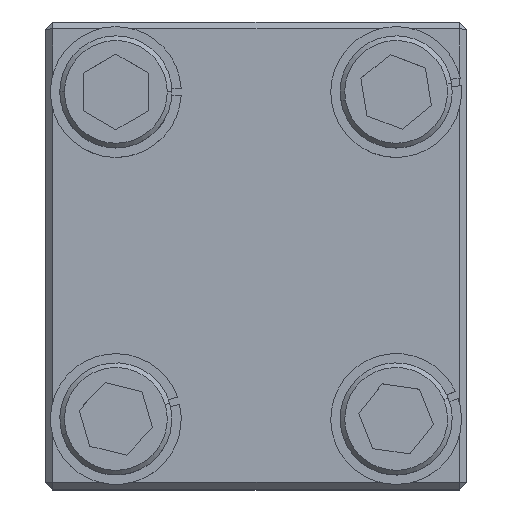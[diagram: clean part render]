
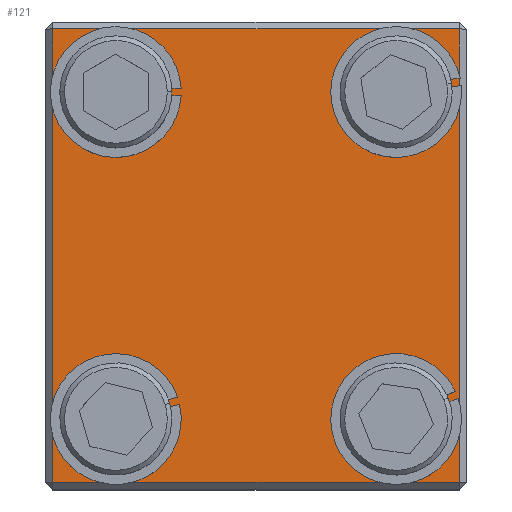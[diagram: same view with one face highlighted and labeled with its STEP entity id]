
A CAD part, top view. The second image highlights one B-rep face of the part: STEP entity #121.
In plain terms, the highlighted planar face has unit normal (0, 0, 1).
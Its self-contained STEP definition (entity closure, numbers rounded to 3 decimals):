
#63 = VECTOR ( 'NONE', #2744, 1000. ) ;
#96 = DIRECTION ( 'NONE',  ( 0., 0., 1. ) ) ;
#121 = ADVANCED_FACE ( 'NONE', ( #1759, #3546, #2724, #2970, #1916 ), #3131, .F. ) ;
#146 = VERTEX_POINT ( 'NONE', #2517 ) ;
#209 = DIRECTION ( 'NONE',  ( 0., 0., 1. ) ) ;
#248 = EDGE_LOOP ( 'NONE', ( #816, #2572 ) ) ;
#314 = CARTESIAN_POINT ( 'NONE',  ( -39., 35., 53.5 ) ) ;
#341 = EDGE_LOOP ( 'NONE', ( #3297, #2388, #1535, #2595 ) ) ;
#360 = DIRECTION ( 'NONE',  ( -1., 0., 0. ) ) ;
#380 = CARTESIAN_POINT ( 'NONE',  ( 30., 35., 53.5 ) ) ;
#403 = AXIS2_PLACEMENT_3D ( 'NONE', #380, #2515, #682 ) ;
#438 = ORIENTED_EDGE ( 'NONE', *, *, #711, .F. ) ;
#440 = VERTEX_POINT ( 'NONE', #563 ) ;
#481 = CARTESIAN_POINT ( 'NONE',  ( 30., -35., 53.5 ) ) ;
#506 = VERTEX_POINT ( 'NONE', #2179 ) ;
#532 = VECTOR ( 'NONE', #2172, 1000. ) ;
#563 = CARTESIAN_POINT ( 'NONE',  ( 39., 35., 53.5 ) ) ;
#604 = LINE ( 'NONE', #3563, #979 ) ;
#642 = CARTESIAN_POINT ( 'NONE',  ( 21., -35., 53.5 ) ) ;
#679 = EDGE_LOOP ( 'NONE', ( #2884, #3579 ) ) ;
#682 = DIRECTION ( 'NONE',  ( 1., 0., 0. ) ) ;
#711 = EDGE_CURVE ( 'NONE', #3684, #3719, #1389, .T. ) ;
#725 = AXIS2_PLACEMENT_3D ( 'NONE', #1231, #3075, #1869 ) ;
#764 = CARTESIAN_POINT ( 'NONE',  ( 0., 0., 53.5 ) ) ;
#777 = EDGE_CURVE ( 'NONE', #3403, #1425, #2769, .T. ) ;
#782 = DIRECTION ( 'NONE',  ( 1., 0., 0. ) ) ;
#793 = CIRCLE ( 'NONE', #3442, 9. ) ;
#797 = VERTEX_POINT ( 'NONE', #642 ) ;
#816 = ORIENTED_EDGE ( 'NONE', *, *, #777, .F. ) ;
#913 = VECTOR ( 'NONE', #3635, 1000. ) ;
#938 = EDGE_LOOP ( 'NONE', ( #438, #2335 ) ) ;
#951 = EDGE_CURVE ( 'NONE', #1425, #3403, #2963, .T. ) ;
#969 = DIRECTION ( 'NONE',  ( 0., 0., -1. ) ) ;
#975 = AXIS2_PLACEMENT_3D ( 'NONE', #3238, #2309, #782 ) ;
#979 = VECTOR ( 'NONE', #1475, 1000. ) ;
#994 = CARTESIAN_POINT ( 'NONE',  ( -21., -35., 53.5 ) ) ;
#1009 = DIRECTION ( 'NONE',  ( 1., 0., 0. ) ) ;
#1060 = CARTESIAN_POINT ( 'NONE',  ( 30., -35., 53.5 ) ) ;
#1199 = CARTESIAN_POINT ( 'NONE',  ( -39., -35., 53.5 ) ) ;
#1231 = CARTESIAN_POINT ( 'NONE',  ( -30., -35., 53.5 ) ) ;
#1292 = EDGE_CURVE ( 'NONE', #1974, #1995, #3429, .T. ) ;
#1332 = VERTEX_POINT ( 'NONE', #3793 ) ;
#1389 = CIRCLE ( 'NONE', #1784, 9. ) ;
#1425 = VERTEX_POINT ( 'NONE', #994 ) ;
#1475 = DIRECTION ( 'NONE',  ( -1., 0., 0. ) ) ;
#1535 = ORIENTED_EDGE ( 'NONE', *, *, #1292, .T. ) ;
#1599 = ORIENTED_EDGE ( 'NONE', *, *, #3039, .F. ) ;
#1673 = EDGE_CURVE ( 'NONE', #1995, #506, #1731, .T. ) ;
#1697 = CIRCLE ( 'NONE', #2271, 9. ) ;
#1731 = LINE ( 'NONE', #1842, #913 ) ;
#1759 = FACE_OUTER_BOUND ( 'NONE', #341, .T. ) ;
#1784 = AXIS2_PLACEMENT_3D ( 'NONE', #3971, #2126, #2138 ) ;
#1842 = CARTESIAN_POINT ( 'NONE',  ( 0., -48.5, 53.5 ) ) ;
#1869 = DIRECTION ( 'NONE',  ( 1., 0., 0. ) ) ;
#1916 = FACE_BOUND ( 'NONE', #679, .T. ) ;
#1964 = CARTESIAN_POINT ( 'NONE',  ( -43.5, -48.5, 53.5 ) ) ;
#1974 = VERTEX_POINT ( 'NONE', #3082 ) ;
#1995 = VERTEX_POINT ( 'NONE', #1964 ) ;
#2125 = CARTESIAN_POINT ( 'NONE',  ( -21., 35., 53.5 ) ) ;
#2126 = DIRECTION ( 'NONE',  ( 0., 0., 1. ) ) ;
#2138 = DIRECTION ( 'NONE',  ( 1., 0., 0. ) ) ;
#2153 = VERTEX_POINT ( 'NONE', #3907 ) ;
#2167 = AXIS2_PLACEMENT_3D ( 'NONE', #2329, #3593, #3857 ) ;
#2172 = DIRECTION ( 'NONE',  ( 0., 1., 0. ) ) ;
#2179 = CARTESIAN_POINT ( 'NONE',  ( 43.5, -48.5, 53.5 ) ) ;
#2271 = AXIS2_PLACEMENT_3D ( 'NONE', #481, #2316, #3581 ) ;
#2309 = DIRECTION ( 'NONE',  ( 0., 0., 1. ) ) ;
#2316 = DIRECTION ( 'NONE',  ( 0., 0., 1. ) ) ;
#2329 = CARTESIAN_POINT ( 'NONE',  ( -30., -35., 53.5 ) ) ;
#2335 = ORIENTED_EDGE ( 'NONE', *, *, #2695, .F. ) ;
#2388 = ORIENTED_EDGE ( 'NONE', *, *, #3938, .T. ) ;
#2392 = DIRECTION ( 'NONE',  ( 1., 0., 0. ) ) ;
#2454 = EDGE_CURVE ( 'NONE', #1332, #440, #2707, .T. ) ;
#2515 = DIRECTION ( 'NONE',  ( 0., 0., 1. ) ) ;
#2517 = CARTESIAN_POINT ( 'NONE',  ( 39., -35., 53.5 ) ) ;
#2572 = ORIENTED_EDGE ( 'NONE', *, *, #951, .F. ) ;
#2595 = ORIENTED_EDGE ( 'NONE', *, *, #1673, .T. ) ;
#2695 = EDGE_CURVE ( 'NONE', #3719, #3684, #2955, .T. ) ;
#2707 = CIRCLE ( 'NONE', #403, 9. ) ;
#2724 = FACE_BOUND ( 'NONE', #3806, .T. ) ;
#2744 = DIRECTION ( 'NONE',  ( 0., -1., 0. ) ) ;
#2757 = CARTESIAN_POINT ( 'NONE',  ( 43.5, 0., 53.5 ) ) ;
#2759 = CARTESIAN_POINT ( 'NONE',  ( -43.5, 0., 53.5 ) ) ;
#2769 = CIRCLE ( 'NONE', #725, 9. ) ;
#2884 = ORIENTED_EDGE ( 'NONE', *, *, #3092, .F. ) ;
#2955 = CIRCLE ( 'NONE', #3810, 9. ) ;
#2963 = CIRCLE ( 'NONE', #2167, 9. ) ;
#2970 = FACE_BOUND ( 'NONE', #248, .T. ) ;
#2990 = EDGE_CURVE ( 'NONE', #146, #797, #793, .T. ) ;
#3039 = EDGE_CURVE ( 'NONE', #440, #1332, #3673, .T. ) ;
#3075 = DIRECTION ( 'NONE',  ( 0., 0., 1. ) ) ;
#3082 = CARTESIAN_POINT ( 'NONE',  ( -43.5, 48.5, 53.5 ) ) ;
#3092 = EDGE_CURVE ( 'NONE', #797, #146, #1697, .T. ) ;
#3131 = PLANE ( 'NONE',  #3245 ) ;
#3238 = CARTESIAN_POINT ( 'NONE',  ( 30., 35., 53.5 ) ) ;
#3245 = AXIS2_PLACEMENT_3D ( 'NONE', #764, #969, #360 ) ;
#3297 = ORIENTED_EDGE ( 'NONE', *, *, #3500, .T. ) ;
#3403 = VERTEX_POINT ( 'NONE', #1199 ) ;
#3429 = LINE ( 'NONE', #2759, #63 ) ;
#3442 = AXIS2_PLACEMENT_3D ( 'NONE', #1060, #96, #1009 ) ;
#3500 = EDGE_CURVE ( 'NONE', #506, #2153, #3879, .T. ) ;
#3546 = FACE_BOUND ( 'NONE', #938, .T. ) ;
#3559 = CARTESIAN_POINT ( 'NONE',  ( -30., 35., 53.5 ) ) ;
#3563 = CARTESIAN_POINT ( 'NONE',  ( 0., 48.5, 53.5 ) ) ;
#3579 = ORIENTED_EDGE ( 'NONE', *, *, #2990, .F. ) ;
#3581 = DIRECTION ( 'NONE',  ( 1., 0., 0. ) ) ;
#3593 = DIRECTION ( 'NONE',  ( 0., 0., 1. ) ) ;
#3635 = DIRECTION ( 'NONE',  ( 1., 0., 0. ) ) ;
#3673 = CIRCLE ( 'NONE', #975, 9. ) ;
#3684 = VERTEX_POINT ( 'NONE', #314 ) ;
#3719 = VERTEX_POINT ( 'NONE', #2125 ) ;
#3748 = ORIENTED_EDGE ( 'NONE', *, *, #2454, .F. ) ;
#3793 = CARTESIAN_POINT ( 'NONE',  ( 21., 35., 53.5 ) ) ;
#3806 = EDGE_LOOP ( 'NONE', ( #3748, #1599 ) ) ;
#3810 = AXIS2_PLACEMENT_3D ( 'NONE', #3559, #209, #2392 ) ;
#3857 = DIRECTION ( 'NONE',  ( 1., 0., 0. ) ) ;
#3879 = LINE ( 'NONE', #2757, #532 ) ;
#3907 = CARTESIAN_POINT ( 'NONE',  ( 43.5, 48.5, 53.5 ) ) ;
#3938 = EDGE_CURVE ( 'NONE', #2153, #1974, #604, .T. ) ;
#3971 = CARTESIAN_POINT ( 'NONE',  ( -30., 35., 53.5 ) ) ;
